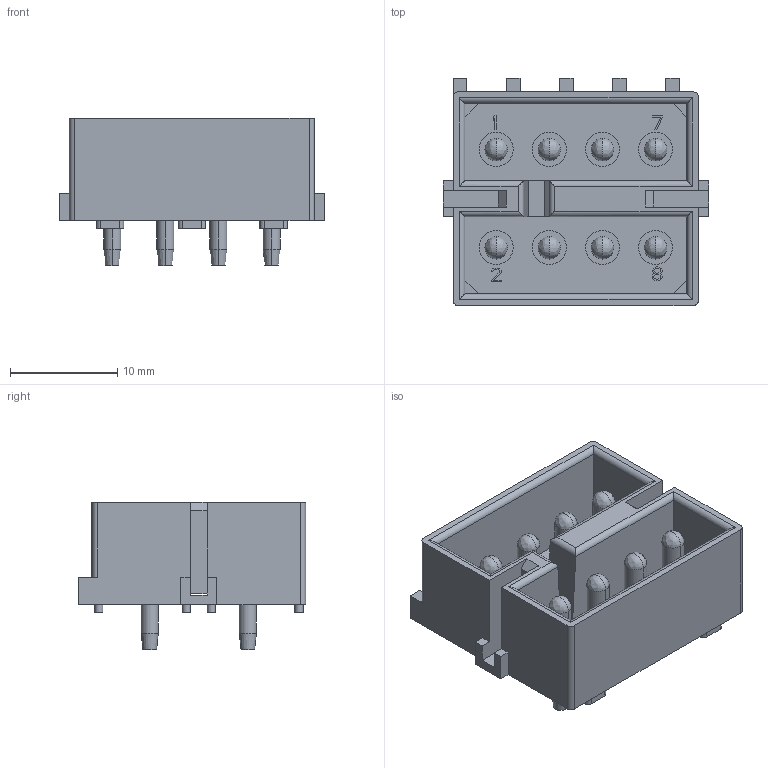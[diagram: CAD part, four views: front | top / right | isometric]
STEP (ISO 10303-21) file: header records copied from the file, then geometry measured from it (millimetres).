
FILE_DESCRIPTION((''),'2;1');
FILE_NAME('C-350212-1','2016-03-21T',('workeradm'),('Tyco Electronics Ltd.'),'CREO PARAMETRIC BY PTC INC, 2015200','CREO PARAMETRIC BY PTC INC, 2015200','');
FILE_SCHEMA(('AUTOMOTIVE_DESIGN { 1 0 10303 214 1 1 1 1 }'));
Length unit declared in the file: millimetre
Products named in the file (1): C-350212-1
Bounding box: 24.77 x 21.21 x 13.72 mm (x, y, z)
Volume: 1991.6 mm3; surface area: 3473.8 mm2
Topology: 1 solids, 1 shells, 331 faces, 851 edges, 554 vertices
Faces by surface type: plane 223, cylinder 76, cone 16, bspline 16
Entity records: 10469 total; most frequent: CARTESIAN_POINT 2290, ORIENTED_EDGE 1702, DIRECTION 1641, EDGE_CURVE 851, VECTOR 659, LINE 659, VERTEX_POINT 554, AXIS2_PLACEMENT_3D 491
